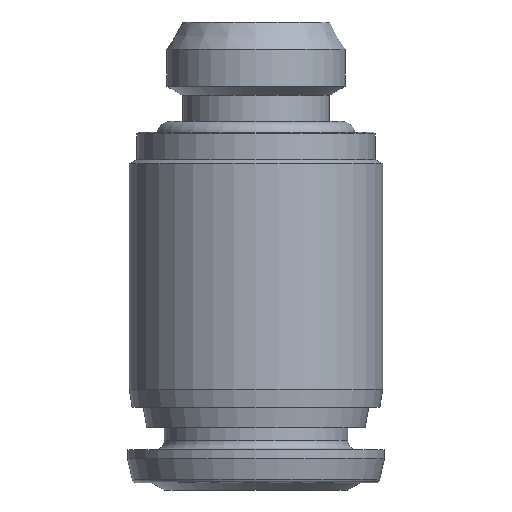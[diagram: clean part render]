
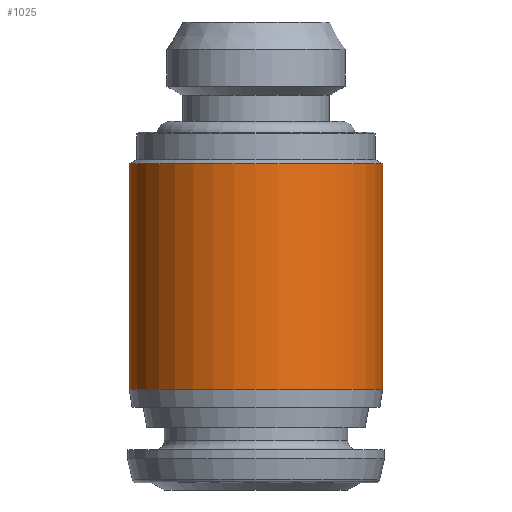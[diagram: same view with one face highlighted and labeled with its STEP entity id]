
A CAD part, front view. The second image highlights one B-rep face of the part: STEP entity #1025.
In plain terms, the highlighted cylindrical face has radius 6.9 mm (diameter 13.8 mm), a full revolution.
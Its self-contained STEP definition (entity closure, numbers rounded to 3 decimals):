
#60=CIRCLE('',#1104,6.9);
#61=CIRCLE('',#1106,6.9);
#86=CYLINDRICAL_SURFACE('',#1105,6.9);
#242=ORIENTED_EDGE('',*,*,#363,.F.);
#243=ORIENTED_EDGE('',*,*,#362,.T.);
#362=EDGE_CURVE('',#428,#428,#60,.T.);
#363=EDGE_CURVE('',#429,#429,#61,.T.);
#428=VERTEX_POINT('',#1562);
#429=VERTEX_POINT('',#1565);
#513=EDGE_LOOP('',(#242));
#514=EDGE_LOOP('',(#243));
#593=FACE_BOUND('',#513,.T.);
#594=FACE_BOUND('',#514,.T.);
#1025=ADVANCED_FACE('',(#593,#594),#86,.T.);
#1104=AXIS2_PLACEMENT_3D('',#1561,#1271,#1272);
#1105=AXIS2_PLACEMENT_3D('',#1563,#1273,#1274);
#1106=AXIS2_PLACEMENT_3D('',#1564,#1275,#1276);
#1271=DIRECTION('',(0.,0.,-1.));
#1272=DIRECTION('',(0.,1.,0.));
#1273=DIRECTION('',(0.,0.,-1.));
#1274=DIRECTION('',(0.,1.,0.));
#1275=DIRECTION('',(0.,0.,-1.));
#1276=DIRECTION('',(0.,1.,0.));
#1561=CARTESIAN_POINT('',(0.,0.,-7.731));
#1562=CARTESIAN_POINT('',(0.,6.9,-7.731));
#1563=CARTESIAN_POINT('',(0.,0.,-25.5));
#1564=CARTESIAN_POINT('',(0.,0.,-20.));
#1565=CARTESIAN_POINT('',(0.,6.9,-20.));
